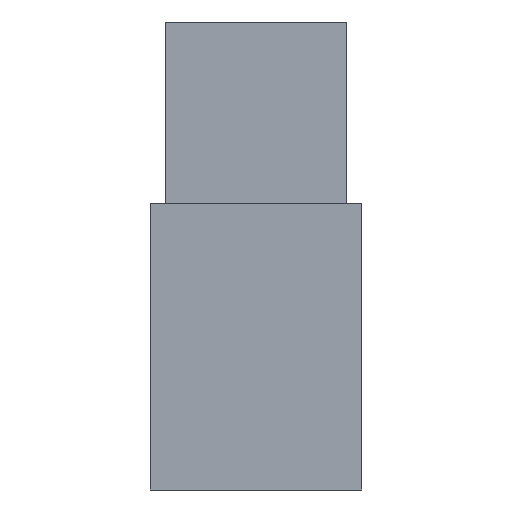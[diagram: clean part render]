
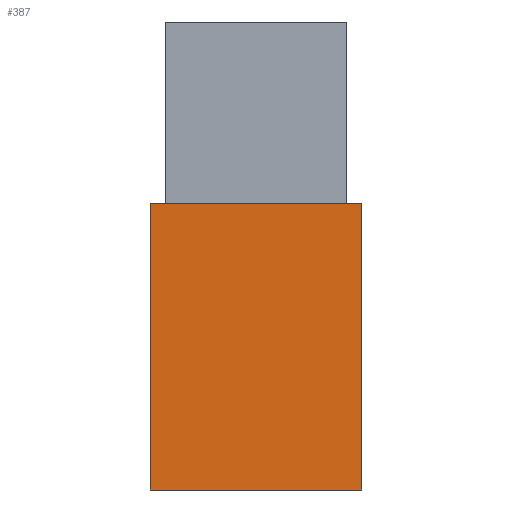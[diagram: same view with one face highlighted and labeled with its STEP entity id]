
A CAD part, left-side view. The second image highlights one B-rep face of the part: STEP entity #387.
In plain terms, the highlighted planar face has unit normal (-1, 0, 0).
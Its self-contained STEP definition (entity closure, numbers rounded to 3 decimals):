
#47=FACE_OUTER_BOUND('',#70,.T.);
#70=EDGE_LOOP('',(#276,#277,#278,#279));
#93=LINE('',#554,#141);
#100=LINE('',#568,#148);
#101=LINE('',#570,#149);
#102=LINE('',#571,#150);
#141=VECTOR('',#459,10.);
#148=VECTOR('',#468,10.);
#149=VECTOR('',#469,10.);
#150=VECTOR('',#470,10.);
#188=VERTEX_POINT('',#550);
#190=VERTEX_POINT('',#553);
#196=VERTEX_POINT('',#567);
#197=VERTEX_POINT('',#569);
#221=EDGE_CURVE('',#190,#188,#93,.T.);
#228=EDGE_CURVE('',#188,#196,#100,.T.);
#229=EDGE_CURVE('',#197,#196,#101,.T.);
#230=EDGE_CURVE('',#190,#197,#102,.T.);
#276=ORIENTED_EDGE('',*,*,#221,.T.);
#277=ORIENTED_EDGE('',*,*,#228,.T.);
#278=ORIENTED_EDGE('',*,*,#229,.F.);
#279=ORIENTED_EDGE('',*,*,#230,.F.);
#365=PLANE('',#433);
#387=ADVANCED_FACE('',(#47),#365,.T.);
#433=AXIS2_PLACEMENT_3D('',#566,#466,#467);
#459=DIRECTION('',(0.,1.,0.));
#466=DIRECTION('center_axis',(-1.,0.,0.));
#467=DIRECTION('ref_axis',(0.,1.,0.));
#468=DIRECTION('',(0.,0.,-1.));
#469=DIRECTION('',(0.,1.,0.));
#470=DIRECTION('',(0.,0.,-1.));
#550=CARTESIAN_POINT('',(-15.686,-15.376,-6.));
#553=CARTESIAN_POINT('',(-15.686,-22.376,-6.));
#554=CARTESIAN_POINT('',(-15.686,-22.376,-6.));
#566=CARTESIAN_POINT('Origin',(-15.686,-22.376,-6.));
#567=CARTESIAN_POINT('',(-15.686,-15.376,-15.5));
#568=CARTESIAN_POINT('',(-15.686,-15.376,-6.));
#569=CARTESIAN_POINT('',(-15.686,-22.376,-15.5));
#570=CARTESIAN_POINT('',(-15.686,-22.376,-15.5));
#571=CARTESIAN_POINT('',(-15.686,-22.376,-6.));
